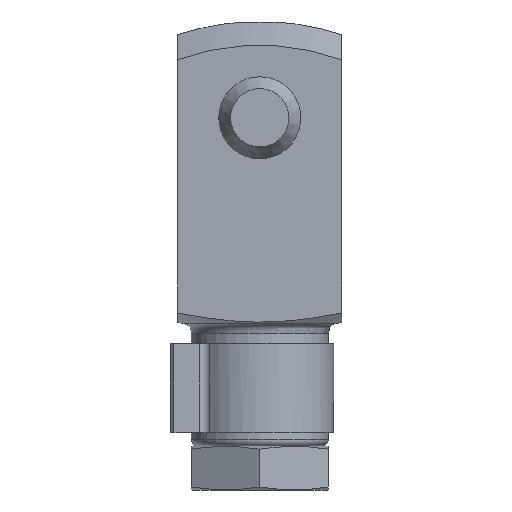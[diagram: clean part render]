
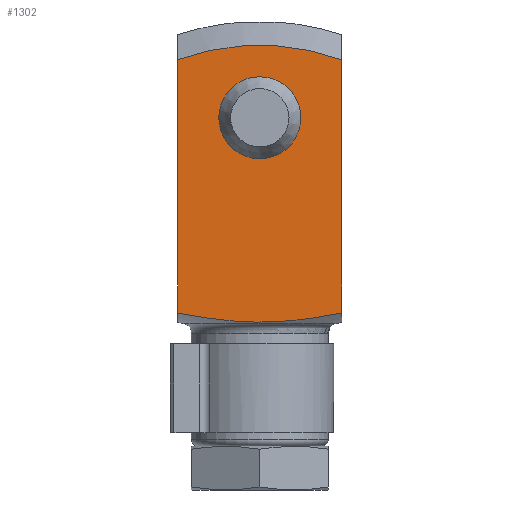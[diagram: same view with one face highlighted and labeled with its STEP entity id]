
A CAD part, left-side view. The second image highlights one B-rep face of the part: STEP entity #1302.
In plain terms, the highlighted face is planar.
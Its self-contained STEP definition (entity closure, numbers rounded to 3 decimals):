
#74=B_SPLINE_CURVE_WITH_KNOTS('',3,(#1990,#1991,#1992,#1993,#1994,#1995),
 .UNSPECIFIED.,.F.,.F.,(4,1,1,4),(0.012,0.018,
0.021,0.024),.UNSPECIFIED.);
#109=LINE('',#1988,#209);
#110=LINE('',#1997,#210);
#209=VECTOR('',#1597,1000.);
#210=VECTOR('',#1598,1000.);
#318=ORIENTED_EDGE('',*,*,#688,.T.);
#319=ORIENTED_EDGE('',*,*,#689,.F.);
#320=ORIENTED_EDGE('',*,*,#690,.F.);
#321=ORIENTED_EDGE('',*,*,#691,.T.);
#322=ORIENTED_EDGE('',*,*,#692,.F.);
#688=EDGE_CURVE('',#873,#873,#990,.F.);
#689=EDGE_CURVE('',#874,#875,#991,.F.);
#690=EDGE_CURVE('',#876,#874,#109,.T.);
#691=EDGE_CURVE('',#876,#877,#74,.T.);
#692=EDGE_CURVE('',#875,#877,#110,.T.);
#873=VERTEX_POINT('',#1984);
#874=VERTEX_POINT('',#1986);
#875=VERTEX_POINT('',#1987);
#876=VERTEX_POINT('',#1989);
#877=VERTEX_POINT('',#1996);
#990=CIRCLE('',#1431,3.);
#991=CIRCLE('',#1432,17.31);
#1045=EDGE_LOOP('',(#318));
#1046=EDGE_LOOP('',(#319,#320,#321,#322));
#1152=FACE_BOUND('',#1045,.T.);
#1153=FACE_BOUND('',#1046,.T.);
#1256=PLANE('',#1430);
#1302=ADVANCED_FACE('',(#1152,#1153),#1256,.T.);
#1430=AXIS2_PLACEMENT_3D('',#1982,#1591,#1592);
#1431=AXIS2_PLACEMENT_3D('',#1983,#1593,#1594);
#1432=AXIS2_PLACEMENT_3D('',#1985,#1595,#1596);
#1591=DIRECTION('',(1.,0.,0.));
#1592=DIRECTION('',(0.,0.,-1.));
#1593=DIRECTION('',(1.,0.,0.));
#1594=DIRECTION('',(0.,0.,-1.));
#1595=DIRECTION('',(1.,0.,0.));
#1596=DIRECTION('',(0.,0.,-1.));
#1597=DIRECTION('',(0.,0.,1.));
#1598=DIRECTION('',(0.,0.,-1.));
#1982=CARTESIAN_POINT('',(6.,13.,-24.));
#1983=CARTESIAN_POINT('',(6.,0.,0.));
#1984=CARTESIAN_POINT('',(6.,0.,-3.));
#1985=CARTESIAN_POINT('',(6.,0.,-12.));
#1986=CARTESIAN_POINT('',(6.,-6.,4.237));
#1987=CARTESIAN_POINT('',(6.,6.,4.237));
#1988=CARTESIAN_POINT('',(6.,-6.,-24.));
#1989=CARTESIAN_POINT('',(6.,-6.,-14.267));
#1990=CARTESIAN_POINT('',(6.,-6.,-14.267));
#1991=CARTESIAN_POINT('',(6.,-4.034,-14.639));
#1992=CARTESIAN_POINT('',(6.,-1.045,-15.079));
#1993=CARTESIAN_POINT('',(6.,3.033,-14.788));
#1994=CARTESIAN_POINT('',(6.,5.012,-14.454));
#1995=CARTESIAN_POINT('',(6.,6.,-14.267));
#1996=CARTESIAN_POINT('',(6.,6.,-14.267));
#1997=CARTESIAN_POINT('',(6.,6.,8.));
